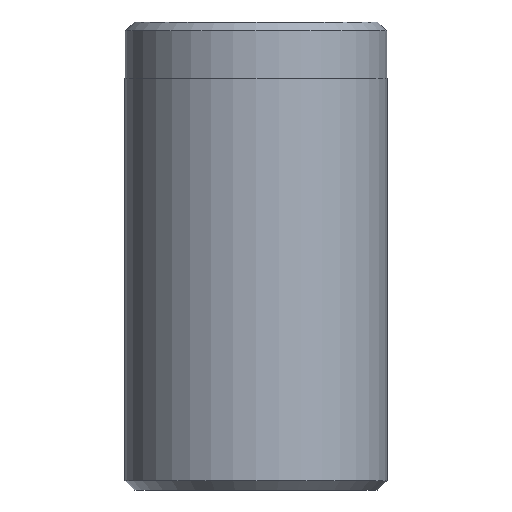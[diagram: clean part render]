
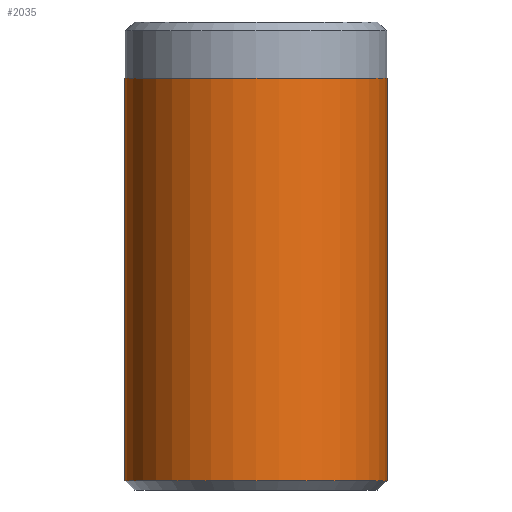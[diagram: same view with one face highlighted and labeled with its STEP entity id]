
A CAD part, front view. The second image highlights one B-rep face of the part: STEP entity #2035.
In plain terms, the highlighted cylindrical face has radius 7 mm (diameter 14 mm), a partial arc.
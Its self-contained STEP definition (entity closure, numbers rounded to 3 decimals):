
#12 = VECTOR ( 'NONE', #1580, 1000. ) ;
#74 = DIRECTION ( 'NONE',  ( 0., 0., 1. ) ) ;
#85 = VERTEX_POINT ( 'NONE', #121 ) ;
#118 = VERTEX_POINT ( 'NONE', #2156 ) ;
#121 = CARTESIAN_POINT ( 'NONE',  ( 7., 0., 22. ) ) ;
#189 = CIRCLE ( 'NONE', #1299, 7. ) ;
#547 = VERTEX_POINT ( 'NONE', #1089 ) ;
#566 = DIRECTION ( 'NONE',  ( 0., 0., 1. ) ) ;
#590 = VERTEX_POINT ( 'NONE', #1110 ) ;
#688 = CARTESIAN_POINT ( 'NONE',  ( 7., 0., 25. ) ) ;
#759 = LINE ( 'NONE', #2304, #12 ) ;
#1089 = CARTESIAN_POINT ( 'NONE',  ( 7., 0., 0.5 ) ) ;
#1104 = ORIENTED_EDGE ( 'NONE', *, *, #1219, .T. ) ;
#1110 = CARTESIAN_POINT ( 'NONE',  ( -7., 0., 0.5 ) ) ;
#1181 = AXIS2_PLACEMENT_3D ( 'NONE', #1566, #74, #1816 ) ;
#1219 = EDGE_CURVE ( 'NONE', #590, #547, #189, .T. ) ;
#1297 = CARTESIAN_POINT ( 'NONE',  ( 0., 0., 25. ) ) ;
#1299 = AXIS2_PLACEMENT_3D ( 'NONE', #2036, #566, #2275 ) ;
#1348 = AXIS2_PLACEMENT_3D ( 'NONE', #1297, #1550, #2675 ) ;
#1550 = DIRECTION ( 'NONE',  ( 0., 0., -1. ) ) ;
#1566 = CARTESIAN_POINT ( 'NONE',  ( 0., 0., 22. ) ) ;
#1580 = DIRECTION ( 'NONE',  ( 0., 0., -1. ) ) ;
#1600 = VECTOR ( 'NONE', #2397, 1000. ) ;
#1638 = CIRCLE ( 'NONE', #1181, 7. ) ;
#1657 = EDGE_CURVE ( 'NONE', #85, #547, #2406, .T. ) ;
#1792 = FACE_OUTER_BOUND ( 'NONE', #2019, .T. ) ;
#1816 = DIRECTION ( 'NONE',  ( 1., 0., 0. ) ) ;
#1870 = ORIENTED_EDGE ( 'NONE', *, *, #2067, .F. ) ;
#2019 = EDGE_LOOP ( 'NONE', ( #2277, #1870, #2534, #1104 ) ) ;
#2035 = ADVANCED_FACE ( 'NONE', ( #1792 ), #2865, .T. ) ;
#2036 = CARTESIAN_POINT ( 'NONE',  ( 0., 0., 0.5 ) ) ;
#2067 = EDGE_CURVE ( 'NONE', #118, #85, #1638, .T. ) ;
#2156 = CARTESIAN_POINT ( 'NONE',  ( -7., 0., 22. ) ) ;
#2275 = DIRECTION ( 'NONE',  ( 1., 0., 0. ) ) ;
#2277 = ORIENTED_EDGE ( 'NONE', *, *, #1657, .F. ) ;
#2304 = CARTESIAN_POINT ( 'NONE',  ( -7., 0., 25. ) ) ;
#2397 = DIRECTION ( 'NONE',  ( 0., 0., -1. ) ) ;
#2406 = LINE ( 'NONE', #688, #1600 ) ;
#2534 = ORIENTED_EDGE ( 'NONE', *, *, #2926, .T. ) ;
#2675 = DIRECTION ( 'NONE',  ( -1., 0., 0. ) ) ;
#2865 = CYLINDRICAL_SURFACE ( 'NONE', #1348, 7. ) ;
#2926 = EDGE_CURVE ( 'NONE', #118, #590, #759, .T. ) ;
